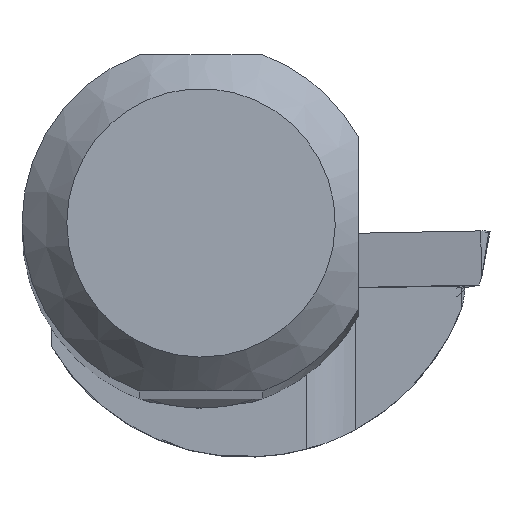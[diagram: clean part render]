
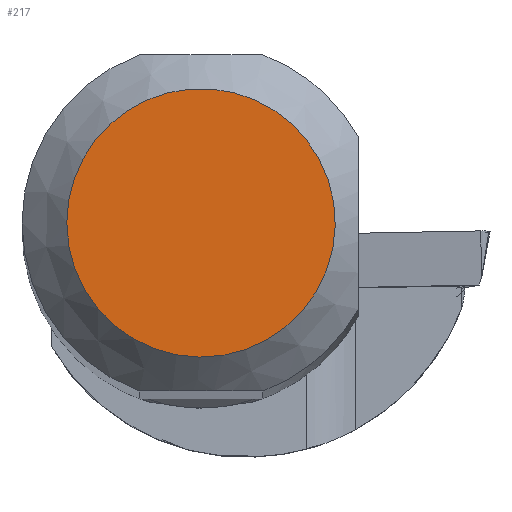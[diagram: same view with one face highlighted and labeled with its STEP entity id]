
A CAD part, top view. The second image highlights one B-rep face of the part: STEP entity #217.
In plain terms, the highlighted planar face has unit normal (0, 0, 1).
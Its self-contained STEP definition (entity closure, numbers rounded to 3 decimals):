
#167=FACE_OUTER_BOUND('',#461,.T.);
#217=ADVANCED_FACE('',(#167),#253,.T.);
#253=PLANE('',#1165);
#461=EDGE_LOOP('',(#639));
#639=ORIENTED_EDGE('',*,*,#956,.F.);
#838=VERTEX_POINT('',#1927);
#956=EDGE_CURVE('',#838,#838,#1009,.T.);
#1009=CIRCLE('',#1164,5.993);
#1164=AXIS2_PLACEMENT_3D('',#1926,#1395,#1396);
#1165=AXIS2_PLACEMENT_3D('',#1928,#1397,#1398);
#1395=DIRECTION('',(0.,0.,-1.));
#1396=DIRECTION('',(-1.,0.,0.));
#1397=DIRECTION('',(0.,0.,1.));
#1398=DIRECTION('',(-1.,0.,0.));
#1926=CARTESIAN_POINT('',(0.,0.,0.));
#1927=CARTESIAN_POINT('',(-5.993,0.,0.));
#1928=CARTESIAN_POINT('',(0.,0.,
0.));
